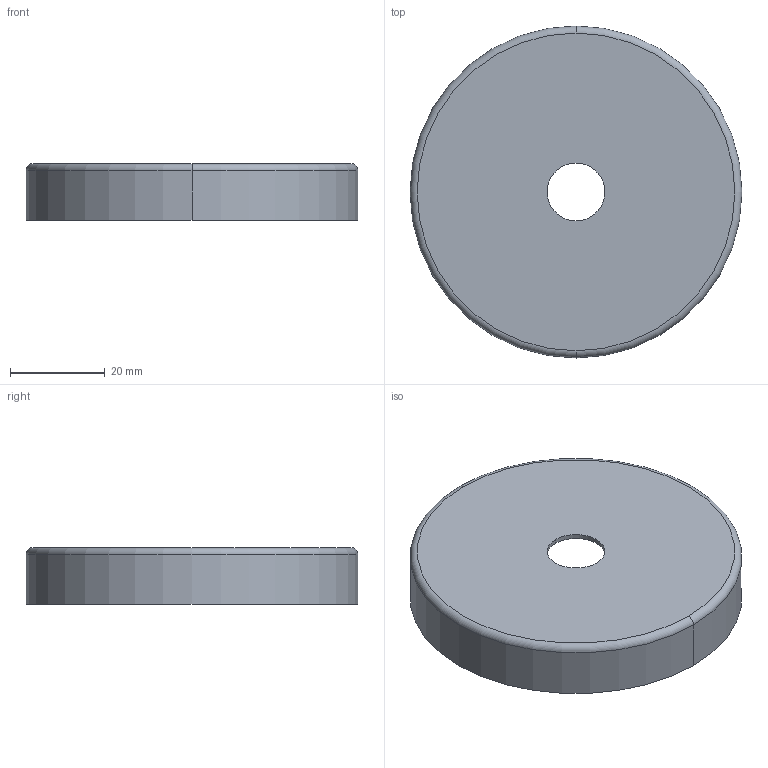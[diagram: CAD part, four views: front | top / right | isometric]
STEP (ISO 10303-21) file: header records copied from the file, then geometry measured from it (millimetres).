
FILE_DESCRIPTION (( 'STEP AP203' ), '1' );
FILE_NAME ('50500-240-AR.STEP', '2020-09-22T13:42:06', ( '' ), ( '' ), 'SwSTEP 2.0', 'SolidWorks 2018', '' );
FILE_SCHEMA (( 'CONFIG_CONTROL_DESIGN' ));
Length unit declared in the file: millimetre
Products named in the file (2): 50500-240-AR
Bounding box: 70 x 70 x 12 mm (x, y, z)
Volume: 6021.6 mm3; surface area: 12313.1 mm2
Topology: 1 solids, 1 shells, 269 faces, 704 edges, 468 vertices
Faces by surface type: plane 148, bspline 111, cylinder 6, torus 4
Entity records: 15063 total; most frequent: CARTESIAN_POINT 9018, ORIENTED_EDGE 1408, DIRECTION 822, EDGE_CURVE 704, VERTEX_POINT 468, LINE 462, VECTOR 462, EDGE_LOOP 302
